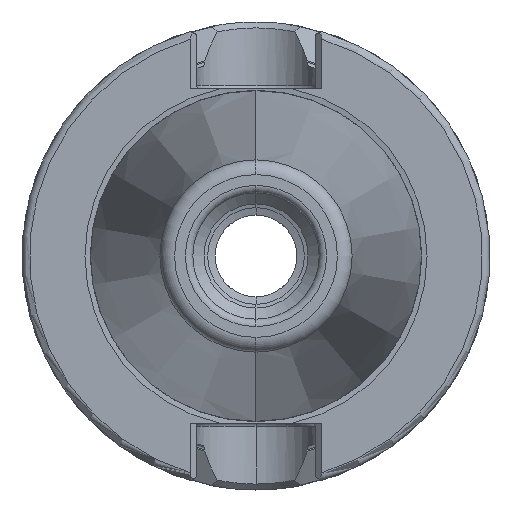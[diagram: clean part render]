
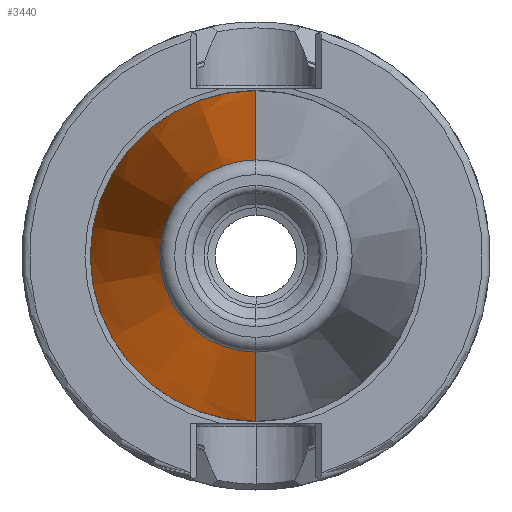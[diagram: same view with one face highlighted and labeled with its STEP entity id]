
A CAD part, left-side view. The second image highlights one B-rep face of the part: STEP entity #3440.
In plain terms, the highlighted conical face has half-angle 8.297 degrees and reference radius 22.298 mm.
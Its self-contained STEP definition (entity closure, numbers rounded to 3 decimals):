
#103 = LINE ( 'NONE', #486, #1666 ) ;
#162 = CARTESIAN_POINT ( 'NONE',  ( -153.689, 0., -12.937 ) ) ;
#283 = VECTOR ( 'NONE', #2639, 1000. ) ;
#387 = ORIENTED_EDGE ( 'NONE', *, *, #2084, .T. ) ;
#486 = CARTESIAN_POINT ( 'NONE',  ( -89.5, 0., -22.298 ) ) ;
#678 = VERTEX_POINT ( 'NONE', #1305 ) ;
#735 = DIRECTION ( 'NONE',  ( 0., 0., -1. ) ) ;
#863 = VERTEX_POINT ( 'NONE', #162 ) ;
#997 = CARTESIAN_POINT ( 'NONE',  ( -153.689, 0., 0. ) ) ;
#1050 = CARTESIAN_POINT ( 'NONE',  ( -89.5, 0., 0. ) ) ;
#1129 = EDGE_CURVE ( 'NONE', #3117, #863, #3974, .T. ) ;
#1278 = DIRECTION ( 'NONE',  ( -1., 0., 0. ) ) ;
#1305 = CARTESIAN_POINT ( 'NONE',  ( -89.5, 0., 22.298 ) ) ;
#1331 = DIRECTION ( 'NONE',  ( 0., 0., 1. ) ) ;
#1339 = AXIS2_PLACEMENT_3D ( 'NONE', #3195, #1278, #3517 ) ;
#1352 = EDGE_CURVE ( 'NONE', #863, #2764, #103, .T. ) ;
#1386 = ORIENTED_EDGE ( 'NONE', *, *, #1352, .F. ) ;
#1390 = DIRECTION ( 'NONE',  ( 1., 0., 0. ) ) ;
#1394 = ORIENTED_EDGE ( 'NONE', *, *, #1129, .F. ) ;
#1666 = VECTOR ( 'NONE', #2748, 1000. ) ;
#1828 = CONICAL_SURFACE ( 'NONE', #3045, 22.298, 0.145 ) ;
#1883 = AXIS2_PLACEMENT_3D ( 'NONE', #997, #3245, #1331 ) ;
#1940 = FACE_OUTER_BOUND ( 'NONE', #2478, .T. ) ;
#1993 = CARTESIAN_POINT ( 'NONE',  ( -89.5, 0., -22.298 ) ) ;
#2084 = EDGE_CURVE ( 'NONE', #678, #2764, #3713, .T. ) ;
#2393 = CARTESIAN_POINT ( 'NONE',  ( -153.689, 0., 12.937 ) ) ;
#2478 = EDGE_LOOP ( 'NONE', ( #1394, #3038, #387, #1386 ) ) ;
#2639 = DIRECTION ( 'NONE',  ( 0.99, 0., 0.144 ) ) ;
#2748 = DIRECTION ( 'NONE',  ( 0.99, 0., -0.144 ) ) ;
#2764 = VERTEX_POINT ( 'NONE', #1993 ) ;
#2773 = LINE ( 'NONE', #2954, #283 ) ;
#2793 = EDGE_CURVE ( 'NONE', #3117, #678, #2773, .T. ) ;
#2954 = CARTESIAN_POINT ( 'NONE',  ( -89.5, 0., 22.298 ) ) ;
#3038 = ORIENTED_EDGE ( 'NONE', *, *, #2793, .T. ) ;
#3045 = AXIS2_PLACEMENT_3D ( 'NONE', #1050, #1390, #735 ) ;
#3117 = VERTEX_POINT ( 'NONE', #2393 ) ;
#3195 = CARTESIAN_POINT ( 'NONE',  ( -89.5, 0., 0. ) ) ;
#3245 = DIRECTION ( 'NONE',  ( -1., 0., 0. ) ) ;
#3440 = ADVANCED_FACE ( 'NONE', ( #1940 ), #1828, .T. ) ;
#3517 = DIRECTION ( 'NONE',  ( 0., 0., 1. ) ) ;
#3713 = CIRCLE ( 'NONE', #1339, 22.298 ) ;
#3974 = CIRCLE ( 'NONE', #1883, 12.937 ) ;
